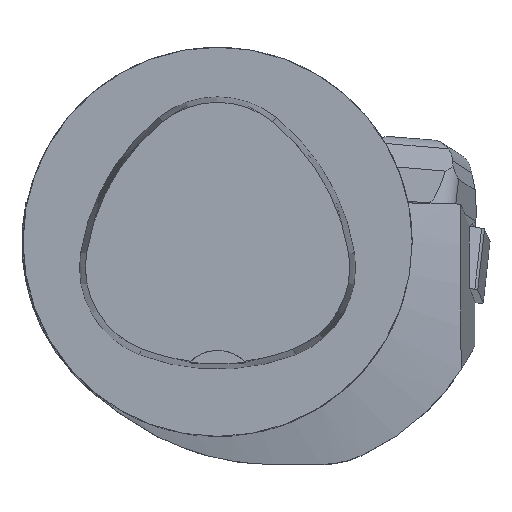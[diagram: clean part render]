
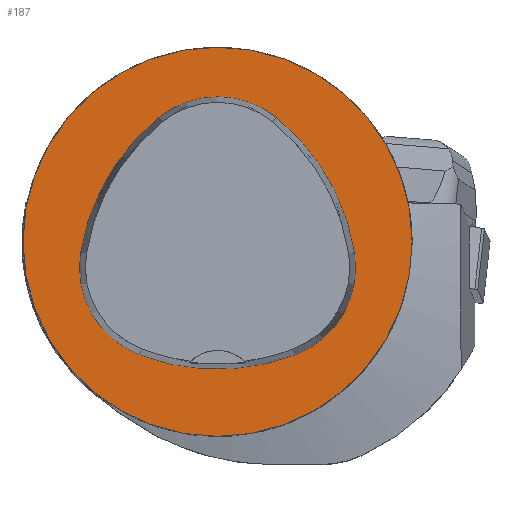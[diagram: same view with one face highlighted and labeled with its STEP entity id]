
A CAD part, top view. The second image highlights one B-rep face of the part: STEP entity #187.
In plain terms, the highlighted planar face has unit normal (0, 0, 1).
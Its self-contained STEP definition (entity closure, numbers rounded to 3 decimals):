
#96=FACE_BOUND('',#422,.T.);
#97=FACE_BOUND('',#423,.T.);
#187=ADVANCED_FACE('',(#96,#97),#262,.T.);
#262=PLANE('',#1798);
#422=EDGE_LOOP('',(#675,#676,#677,#678,#679,#680));
#423=EDGE_LOOP('',(#681));
#495=CIRCLE('',#1768,25.);
#497=CIRCLE('',#1776,28.);
#499=CIRCLE('',#1779,12.);
#501=CIRCLE('',#1782,28.);
#503=CIRCLE('',#1785,12.);
#506=CIRCLE('',#1789,28.);
#509=CIRCLE('',#1793,12.);
#675=ORIENTED_EDGE('',*,*,#1240,.F.);
#676=ORIENTED_EDGE('',*,*,#1235,.F.);
#677=ORIENTED_EDGE('',*,*,#1230,.F.);
#678=ORIENTED_EDGE('',*,*,#1227,.F.);
#679=ORIENTED_EDGE('',*,*,#1224,.F.);
#680=ORIENTED_EDGE('',*,*,#1220,.F.);
#681=ORIENTED_EDGE('',*,*,#1209,.T.);
#1043=VERTEX_POINT('',#2635);
#1052=VERTEX_POINT('',#2656);
#1053=VERTEX_POINT('',#2657);
#1056=VERTEX_POINT('',#2665);
#1058=VERTEX_POINT('',#2671);
#1060=VERTEX_POINT('',#2677);
#1064=VERTEX_POINT('',#2690);
#1209=EDGE_CURVE('',#1043,#1043,#495,.T.);
#1220=EDGE_CURVE('',#1052,#1053,#497,.T.);
#1224=EDGE_CURVE('',#1053,#1056,#499,.T.);
#1227=EDGE_CURVE('',#1056,#1058,#501,.T.);
#1230=EDGE_CURVE('',#1058,#1060,#503,.T.);
#1235=EDGE_CURVE('',#1060,#1064,#506,.T.);
#1240=EDGE_CURVE('',#1064,#1052,#509,.T.);
#1768=AXIS2_PLACEMENT_3D('',#2634,#2020,#2021);
#1776=AXIS2_PLACEMENT_3D('',#2655,#2040,#2041);
#1779=AXIS2_PLACEMENT_3D('',#2664,#2048,#2049);
#1782=AXIS2_PLACEMENT_3D('',#2670,#2055,#2056);
#1785=AXIS2_PLACEMENT_3D('',#2676,#2062,#2063);
#1789=AXIS2_PLACEMENT_3D('',#2689,#2071,#2072);
#1793=AXIS2_PLACEMENT_3D('',#2702,#2080,#2081);
#1798=AXIS2_PLACEMENT_3D('',#2707,#2090,#2091);
#2020=DIRECTION('',(0.,0.,1.));
#2021=DIRECTION('',(1.,0.,0.));
#2040=DIRECTION('',(0.,0.,1.));
#2041=DIRECTION('',(1.,0.,0.));
#2048=DIRECTION('',(0.,0.,1.));
#2049=DIRECTION('',(1.,0.,0.));
#2055=DIRECTION('',(0.,0.,1.));
#2056=DIRECTION('',(1.,0.,0.));
#2062=DIRECTION('',(0.,0.,1.));
#2063=DIRECTION('',(1.,0.,0.));
#2071=DIRECTION('',(0.,0.,1.));
#2072=DIRECTION('',(1.,0.,0.));
#2080=DIRECTION('',(0.,0.,1.));
#2081=DIRECTION('',(1.,0.,0.));
#2090=DIRECTION('',(0.,0.,1.));
#2091=DIRECTION('',(-1.,0.,0.));
#2634=CARTESIAN_POINT('',(0.,0.,0.));
#2635=CARTESIAN_POINT('',(25.,0.,0.));
#2655=CARTESIAN_POINT('',(-10.068,-5.824,0.));
#2656=CARTESIAN_POINT('',(17.584,-1.424,0.));
#2657=CARTESIAN_POINT('',(7.531,15.953,0.));
#2664=CARTESIAN_POINT('',(-0.011,6.62,0.));
#2665=CARTESIAN_POINT('',(-7.567,15.942,0.));
#2670=CARTESIAN_POINT('',(10.063,-5.81,0.));
#2671=CARTESIAN_POINT('',(-17.59,-1.418,0.));
#2676=CARTESIAN_POINT('',(-5.739,-3.3,0.));
#2677=CARTESIAN_POINT('',(-10.05,-14.499,0.));
#2689=CARTESIAN_POINT('',(0.01,11.631,0.));
#2690=CARTESIAN_POINT('',(10.025,-14.516,0.));
#2702=CARTESIAN_POINT('',(5.733,-3.31,0.));
#2707=CARTESIAN_POINT('',(0.,0.,0.));
